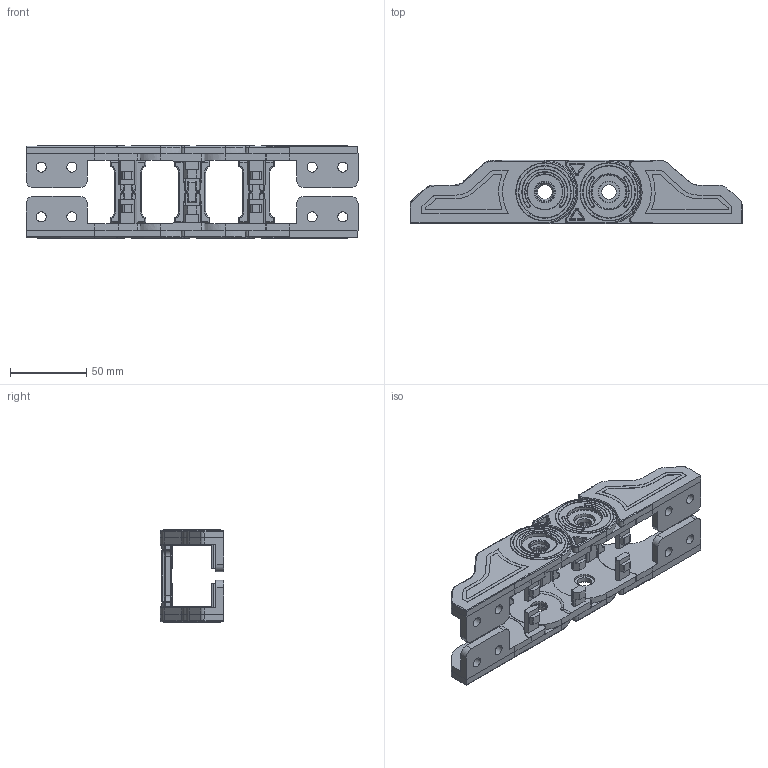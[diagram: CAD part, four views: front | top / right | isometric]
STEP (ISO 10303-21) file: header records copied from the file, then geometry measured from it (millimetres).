
FILE_DESCRIPTION (( 'STEP AP214' ), '1' );
FILE_NAME ('CK25-A040-ESKÝ AYAK.STEP', '2019-09-16T09:33:27', ( '' ), ( '' ), 'SwSTEP 2.0', 'SolidWorks 2017', '' );
FILE_SCHEMA (( 'AUTOMOTIVE_DESIGN' ));
Length unit declared in the file: millimetre
Products named in the file (1): CK25-A040-ESKÝ AYAK
Bounding box: 217.2 x 41.4 x 60.4 mm (x, y, z)
Volume: 126252.7 mm3; surface area: 82094.2 mm2
Topology: 7 solids, 9 shells, 1889 faces, 4764 edges, 2944 vertices
Faces by surface type: plane 731, cylinder 716, bspline 252, torus 134, sphere 52, cone 4
Entity records: 75109 total; most frequent: CARTESIAN_POINT 31711, ORIENTED_EDGE 9432, DIRECTION 8464, EDGE_CURVE 4716, AXIS2_PLACEMENT_3D 2986, VERTEX_POINT 2940, LINE 2492, VECTOR 2492
